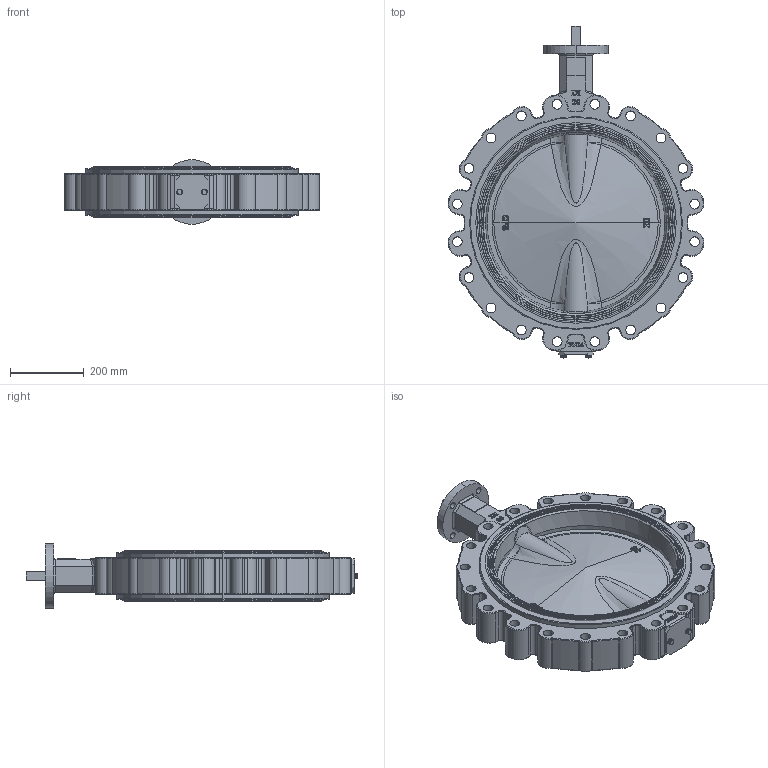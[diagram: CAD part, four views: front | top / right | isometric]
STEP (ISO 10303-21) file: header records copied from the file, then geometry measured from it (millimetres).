
FILE_DESCRIPTION (( 'STEP AP214' ), '1' );
FILE_NAME ('B20L-SX-PN10-DN500-00装配体卡簧.STEP', '2022-10-15T07:44:54', ( '微软用户' ), ( '微软中国' ), 'SwSTEP 2.0', 'SolidWorks 2021', '' );
FILE_SCHEMA (( 'AUTOMOTIVE_DESIGN' ));
Length unit declared in the file: millimetre
Products named in the file (1): B20L-SX-PN10-DN500-00蚾饜极縐銅
Bounding box: 691.48 x 897.5 x 175 mm (x, y, z)
Volume: 21791337.4 mm3; surface area: 2358388.6 mm2
Topology: 13 solids, 13 shells, 1106 faces, 2748 edges, 1697 vertices
Faces by surface type: cylinder 365, torus 275, plane 240, bspline 162, cone 60, sphere 4
Entity records: 60162 total; most frequent: CARTESIAN_POINT 21923, DIRECTION 5461, ORIENTED_EDGE 5452, EDGE_CURVE 2726, AXIS2_PLACEMENT_3D 2248, VERTEX_POINT 1695, CIRCLE 1303, EDGE_LOOP 1231
